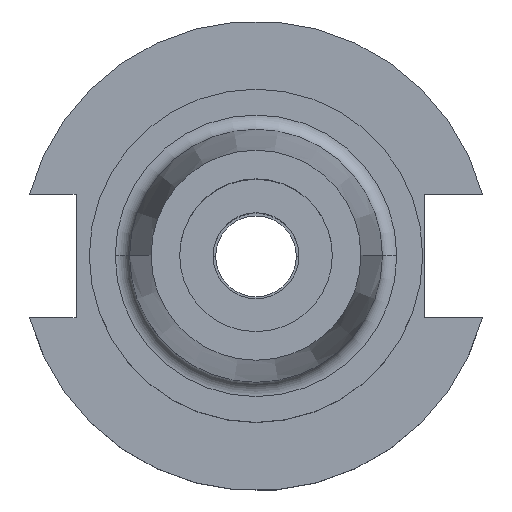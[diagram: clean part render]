
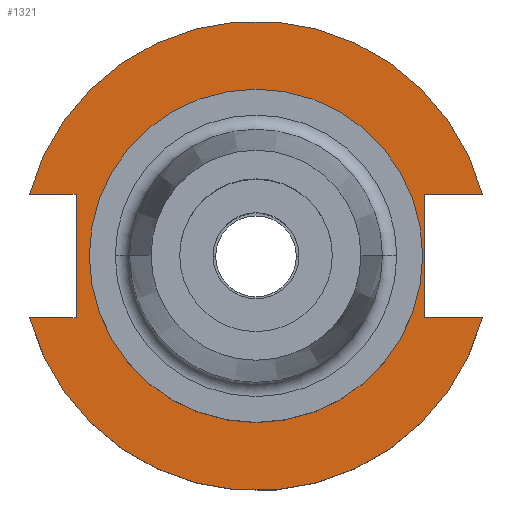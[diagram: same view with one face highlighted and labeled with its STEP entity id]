
A CAD part, top view. The second image highlights one B-rep face of the part: STEP entity #1321.
In plain terms, the highlighted planar face has unit normal (0, 0, 1).
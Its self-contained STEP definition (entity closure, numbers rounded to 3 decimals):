
#1 = DIRECTION ( 'NONE',  ( 0., 0., 1. ) ) ;
#52 = EDGE_CURVE ( 'NONE', #643, #913, #269, .T. ) ;
#70 = EDGE_CURVE ( 'NONE', #1655, #455, #1747, .T. ) ;
#76 = VERTEX_POINT ( 'NONE', #1353 ) ;
#81 = EDGE_CURVE ( 'NONE', #283, #76, #1359, .T. ) ;
#113 = CARTESIAN_POINT ( 'NONE',  ( 35.306, -12.954, 19.05 ) ) ;
#118 = LINE ( 'NONE', #889, #1307 ) ;
#155 = CIRCLE ( 'NONE', #917, 34.925 ) ;
#168 = DIRECTION ( 'NONE',  ( 1., 0., 0. ) ) ;
#172 = EDGE_CURVE ( 'NONE', #283, #1042, #856, .T. ) ;
#185 = DIRECTION ( 'NONE',  ( -1., 0., 0. ) ) ;
#188 = ORIENTED_EDGE ( 'NONE', *, *, #172, .T. ) ;
#190 = CARTESIAN_POINT ( 'NONE',  ( -37.719, 12.954, 19.05 ) ) ;
#198 = FACE_BOUND ( 'NONE', #1002, .T. ) ;
#235 = ORIENTED_EDGE ( 'NONE', *, *, #840, .F. ) ;
#269 = CIRCLE ( 'NONE', #1203, 34.925 ) ;
#283 = VERTEX_POINT ( 'NONE', #654 ) ;
#326 = LINE ( 'NONE', #1146, #1849 ) ;
#356 = DIRECTION ( 'NONE',  ( 1., 0., 0. ) ) ;
#407 = EDGE_CURVE ( 'NONE', #1022, #455, #901, .T. ) ;
#411 = DIRECTION ( 'NONE',  ( 1., 0., 0. ) ) ;
#413 = CARTESIAN_POINT ( 'NONE',  ( 0., 0., 19.05 ) ) ;
#455 = VERTEX_POINT ( 'NONE', #818 ) ;
#463 = VECTOR ( 'NONE', #1509, 1000. ) ;
#468 = EDGE_CURVE ( 'NONE', #913, #643, #155, .T. ) ;
#478 = ORIENTED_EDGE ( 'NONE', *, *, #468, .F. ) ;
#498 = PLANE ( 'NONE',  #816 ) ;
#507 = AXIS2_PLACEMENT_3D ( 'NONE', #572, #857, #356 ) ;
#572 = CARTESIAN_POINT ( 'NONE',  ( 0., 0., 19.05 ) ) ;
#624 = ORIENTED_EDGE ( 'NONE', *, *, #52, .F. ) ;
#643 = VERTEX_POINT ( 'NONE', #1289 ) ;
#654 = CARTESIAN_POINT ( 'NONE',  ( 47.477, 12.954, 19.05 ) ) ;
#701 = VECTOR ( 'NONE', #1601, 1000. ) ;
#794 = CARTESIAN_POINT ( 'NONE',  ( -63.719, -12.954, 19.05 ) ) ;
#799 = DIRECTION ( 'NONE',  ( 1., 0., 0. ) ) ;
#816 = AXIS2_PLACEMENT_3D ( 'NONE', #1226, #1525, #1364 ) ;
#818 = CARTESIAN_POINT ( 'NONE',  ( 47.477, -12.954, 19.05 ) ) ;
#834 = DIRECTION ( 'NONE',  ( 0., 0., 1. ) ) ;
#840 = EDGE_CURVE ( 'NONE', #847, #1042, #118, .T. ) ;
#847 = VERTEX_POINT ( 'NONE', #190 ) ;
#856 = CIRCLE ( 'NONE', #1043, 49.212 ) ;
#857 = DIRECTION ( 'NONE',  ( 0., 0., 1. ) ) ;
#864 = EDGE_CURVE ( 'NONE', #1655, #1729, #1564, .T. ) ;
#889 = CARTESIAN_POINT ( 'NONE',  ( -63.719, 12.954, 19.05 ) ) ;
#901 = LINE ( 'NONE', #1225, #1768 ) ;
#913 = VERTEX_POINT ( 'NONE', #1355 ) ;
#917 = AXIS2_PLACEMENT_3D ( 'NONE', #1666, #1689, #1386 ) ;
#977 = CARTESIAN_POINT ( 'NONE',  ( 0., 0., 19.05 ) ) ;
#1000 = EDGE_LOOP ( 'NONE', ( #1347, #1737, #1415, #1677, #188, #235, #1741, #1852 ) ) ;
#1002 = EDGE_LOOP ( 'NONE', ( #624, #478 ) ) ;
#1022 = VERTEX_POINT ( 'NONE', #113 ) ;
#1042 = VERTEX_POINT ( 'NONE', #1527 ) ;
#1043 = AXIS2_PLACEMENT_3D ( 'NONE', #413, #834, #168 ) ;
#1068 = DIRECTION ( 'NONE',  ( 1., 0., 0. ) ) ;
#1116 = LINE ( 'NONE', #1308, #701 ) ;
#1126 = EDGE_CURVE ( 'NONE', #1729, #847, #1116, .T. ) ;
#1141 = EDGE_CURVE ( 'NONE', #76, #1022, #326, .T. ) ;
#1146 = CARTESIAN_POINT ( 'NONE',  ( 35.306, 12.954, 19.05 ) ) ;
#1187 = FACE_OUTER_BOUND ( 'NONE', #1000, .T. ) ;
#1190 = VECTOR ( 'NONE', #1068, 1000. ) ;
#1203 = AXIS2_PLACEMENT_3D ( 'NONE', #977, #1, #411 ) ;
#1225 = CARTESIAN_POINT ( 'NONE',  ( 35.306, -12.954, 19.05 ) ) ;
#1226 = CARTESIAN_POINT ( 'NONE',  ( 0., 49.212, 19.05 ) ) ;
#1289 = CARTESIAN_POINT ( 'NONE',  ( 34.925, 0., 19.05 ) ) ;
#1307 = VECTOR ( 'NONE', #185, 1000. ) ;
#1308 = CARTESIAN_POINT ( 'NONE',  ( -37.719, 12.954, 19.05 ) ) ;
#1321 = ADVANCED_FACE ( 'NONE', ( #198, #1187 ), #498, .T. ) ;
#1323 = CARTESIAN_POINT ( 'NONE',  ( -47.477, -12.954, 19.05 ) ) ;
#1347 = ORIENTED_EDGE ( 'NONE', *, *, #70, .T. ) ;
#1353 = CARTESIAN_POINT ( 'NONE',  ( 35.306, 12.954, 19.05 ) ) ;
#1355 = CARTESIAN_POINT ( 'NONE',  ( -34.925, 0., 19.05 ) ) ;
#1356 = CARTESIAN_POINT ( 'NONE',  ( -37.719, -12.954, 19.05 ) ) ;
#1359 = LINE ( 'NONE', #1708, #463 ) ;
#1364 = DIRECTION ( 'NONE',  ( 1., 0., 0. ) ) ;
#1386 = DIRECTION ( 'NONE',  ( 1., 0., 0. ) ) ;
#1415 = ORIENTED_EDGE ( 'NONE', *, *, #1141, .F. ) ;
#1509 = DIRECTION ( 'NONE',  ( -1., 0., 0. ) ) ;
#1525 = DIRECTION ( 'NONE',  ( 0., 0., 1. ) ) ;
#1527 = CARTESIAN_POINT ( 'NONE',  ( -47.477, 12.954, 19.05 ) ) ;
#1564 = LINE ( 'NONE', #794, #1190 ) ;
#1601 = DIRECTION ( 'NONE',  ( 0., 1., 0. ) ) ;
#1655 = VERTEX_POINT ( 'NONE', #1323 ) ;
#1666 = CARTESIAN_POINT ( 'NONE',  ( 0., 0., 19.05 ) ) ;
#1677 = ORIENTED_EDGE ( 'NONE', *, *, #81, .F. ) ;
#1689 = DIRECTION ( 'NONE',  ( 0., 0., 1. ) ) ;
#1708 = CARTESIAN_POINT ( 'NONE',  ( 35.306, 12.954, 19.05 ) ) ;
#1729 = VERTEX_POINT ( 'NONE', #1356 ) ;
#1737 = ORIENTED_EDGE ( 'NONE', *, *, #407, .F. ) ;
#1741 = ORIENTED_EDGE ( 'NONE', *, *, #1126, .F. ) ;
#1747 = CIRCLE ( 'NONE', #507, 49.212 ) ;
#1750 = DIRECTION ( 'NONE',  ( 0., -1., 0. ) ) ;
#1768 = VECTOR ( 'NONE', #799, 1000. ) ;
#1849 = VECTOR ( 'NONE', #1750, 1000. ) ;
#1852 = ORIENTED_EDGE ( 'NONE', *, *, #864, .F. ) ;
